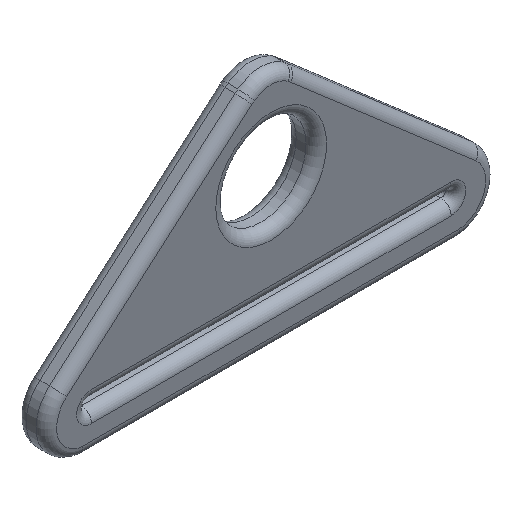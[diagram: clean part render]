
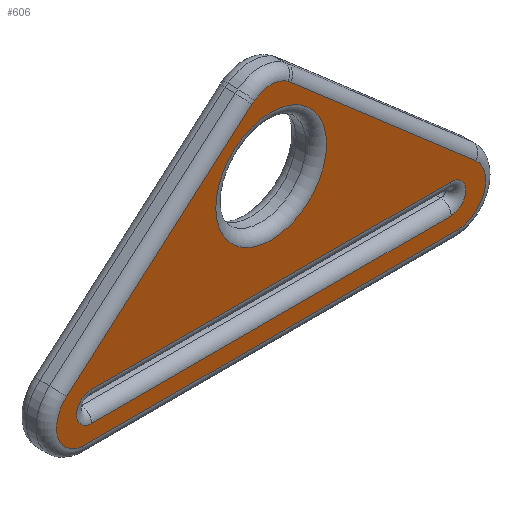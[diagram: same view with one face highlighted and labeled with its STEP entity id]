
A CAD part, isometric view. The second image highlights one B-rep face of the part: STEP entity #606.
In plain terms, the highlighted planar face has unit normal (0, -1, 0).
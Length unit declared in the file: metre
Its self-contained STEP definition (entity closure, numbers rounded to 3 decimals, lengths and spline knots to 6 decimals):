
#44=CIRCLE('',#673,0.002457);
#45=CIRCLE('',#674,0.002457);
#46=CIRCLE('',#675,0.004856);
#47=CIRCLE('',#676,0.004854);
#48=CIRCLE('',#677,0.004633);
#49=CIRCLE('',#678,0.00925);
#142=ORIENTED_EDGE('',*,*,#306,.T.);
#143=ORIENTED_EDGE('',*,*,#307,.T.);
#144=ORIENTED_EDGE('',*,*,#308,.T.);
#145=ORIENTED_EDGE('',*,*,#309,.T.);
#146=ORIENTED_EDGE('',*,*,#310,.T.);
#147=ORIENTED_EDGE('',*,*,#311,.T.);
#148=ORIENTED_EDGE('',*,*,#312,.T.);
#149=ORIENTED_EDGE('',*,*,#313,.T.);
#150=ORIENTED_EDGE('',*,*,#314,.T.);
#151=ORIENTED_EDGE('',*,*,#315,.T.);
#152=ORIENTED_EDGE('',*,*,#316,.T.);
#153=ORIENTED_EDGE('',*,*,#317,.T.);
#154=ORIENTED_EDGE('',*,*,#318,.T.);
#306=EDGE_CURVE('',#382,#383,#434,.F.);
#307=EDGE_CURVE('',#383,#384,#44,.F.);
#308=EDGE_CURVE('',#384,#385,#435,.T.);
#309=EDGE_CURVE('',#385,#382,#45,.F.);
#310=EDGE_CURVE('',#386,#387,#46,.T.);
#311=EDGE_CURVE('',#387,#388,#436,.T.);
#312=EDGE_CURVE('',#388,#389,#47,.T.);
#313=EDGE_CURVE('',#389,#390,#437,.T.);
#314=EDGE_CURVE('',#390,#391,#438,.T.);
#315=EDGE_CURVE('',#391,#392,#48,.T.);
#316=EDGE_CURVE('',#392,#393,#439,.F.);
#317=EDGE_CURVE('',#393,#386,#440,.F.);
#318=EDGE_CURVE('',#394,#394,#49,.F.);
#382=VERTEX_POINT('',#1024);
#383=VERTEX_POINT('',#1025);
#384=VERTEX_POINT('',#1027);
#385=VERTEX_POINT('',#1029);
#386=VERTEX_POINT('',#1032);
#387=VERTEX_POINT('',#1033);
#388=VERTEX_POINT('',#1035);
#389=VERTEX_POINT('',#1037);
#390=VERTEX_POINT('',#1039);
#391=VERTEX_POINT('',#1041);
#392=VERTEX_POINT('',#1043);
#393=VERTEX_POINT('',#1045);
#394=VERTEX_POINT('',#1048);
#434=LINE('',#1023,#474);
#435=LINE('',#1028,#475);
#436=LINE('',#1034,#476);
#437=LINE('',#1038,#477);
#438=LINE('',#1040,#478);
#439=LINE('',#1044,#479);
#440=LINE('',#1046,#480);
#474=VECTOR('',#812,1.);
#475=VECTOR('',#815,1.);
#476=VECTOR('',#820,1.);
#477=VECTOR('',#823,1.);
#478=VECTOR('',#824,1.);
#479=VECTOR('',#827,1.);
#480=VECTOR('',#828,1.);
#502=EDGE_LOOP('',(#142,#143,#144,#145));
#503=EDGE_LOOP('',(#146,#147,#148,#149,#150,#151,#152,#153));
#504=EDGE_LOOP('',(#154));
#550=FACE_BOUND('',#502,.T.);
#551=FACE_BOUND('',#503,.T.);
#552=FACE_BOUND('',#504,.T.);
#591=PLANE('',#672);
#606=ADVANCED_FACE('',(#550,#551,#552),#591,.T.);
#672=AXIS2_PLACEMENT_3D('',#1022,#810,#811);
#673=AXIS2_PLACEMENT_3D('',#1026,#813,#814);
#674=AXIS2_PLACEMENT_3D('',#1030,#816,#817);
#675=AXIS2_PLACEMENT_3D('',#1031,#818,#819);
#676=AXIS2_PLACEMENT_3D('',#1036,#821,#822);
#677=AXIS2_PLACEMENT_3D('',#1042,#825,#826);
#678=AXIS2_PLACEMENT_3D('',#1047,#829,#830);
#810=DIRECTION('',(0.,-1.,0.));
#811=DIRECTION('',(1.,0.,0.));
#812=DIRECTION('',(1.,0.,0.));
#813=DIRECTION('',(0.,-1.,0.));
#814=DIRECTION('',(0.,0.,-1.));
#815=DIRECTION('',(1.,0.,0.));
#816=DIRECTION('',(0.,-1.,0.));
#817=DIRECTION('',(0.,0.,-1.));
#818=DIRECTION('',(0.,-1.,0.));
#819=DIRECTION('',(0.,0.,-1.));
#820=DIRECTION('',(1.,0.,0.));
#821=DIRECTION('',(0.,-1.,0.));
#822=DIRECTION('',(0.,0.,-1.));
#823=DIRECTION('',(-0.755,0.,0.655));
#824=DIRECTION('',(-0.796,0.,0.605));
#825=DIRECTION('',(0.,-1.,0.));
#826=DIRECTION('',(0.,0.,-1.));
#827=DIRECTION('',(0.796,0.,0.605));
#828=DIRECTION('',(0.755,0.,0.655));
#829=DIRECTION('',(0.,-1.,0.));
#830=DIRECTION('',(0.,0.,-1.));
#1022=CARTESIAN_POINT('',(0.,-0.00508,0.00293));
#1023=CARTESIAN_POINT('',(0.,-0.00508,-0.012777));
#1024=CARTESIAN_POINT('',(0.030035,-0.00508,-0.012777));
#1025=CARTESIAN_POINT('',(-0.030011,-0.00508,-0.012777));
#1026=CARTESIAN_POINT('',(-0.030011,-0.00508,-0.010319));
#1027=CARTESIAN_POINT('',(-0.030011,-0.00508,-0.007862));
#1028=CARTESIAN_POINT('',(0.030035,-0.00508,-0.007862));
#1029=CARTESIAN_POINT('',(0.030035,-0.00508,-0.007862));
#1030=CARTESIAN_POINT('',(0.030035,-0.00508,-0.010319));
#1031=CARTESIAN_POINT('',(-0.030971,-0.00508,-0.01053));
#1032=CARTESIAN_POINT('',(-0.034152,-0.00508,-0.006862));
#1033=CARTESIAN_POINT('',(-0.031458,-0.00508,-0.015362));
#1034=CARTESIAN_POINT('',(0.031498,-0.00508,-0.015362));
#1035=CARTESIAN_POINT('',(0.031424,-0.00508,-0.015362));
#1036=CARTESIAN_POINT('',(0.030972,-0.00508,-0.010529));
#1037=CARTESIAN_POINT('',(0.034152,-0.00508,-0.006862));
#1038=CARTESIAN_POINT('',(0.003208,-0.00508,0.019974));
#1039=CARTESIAN_POINT('',(0.00325,-0.00508,0.019938));
#1040=CARTESIAN_POINT('',(0.002803,-0.00508,0.020277));
#1041=CARTESIAN_POINT('',(0.002803,-0.00508,0.020277));
#1042=CARTESIAN_POINT('',(0.,-0.00508,0.016588));
#1043=CARTESIAN_POINT('',(-0.002803,-0.00508,0.020277));
#1044=CARTESIAN_POINT('',(-0.009382,-0.00508,0.015279));
#1045=CARTESIAN_POINT('',(-0.00325,-0.00508,0.019938));
#1046=CARTESIAN_POINT('',(-0.009814,-0.00508,0.014245));
#1047=CARTESIAN_POINT('',(0.,-0.00508,0.007979));
#1048=CARTESIAN_POINT('',(0.,-0.00508,-0.001271));
